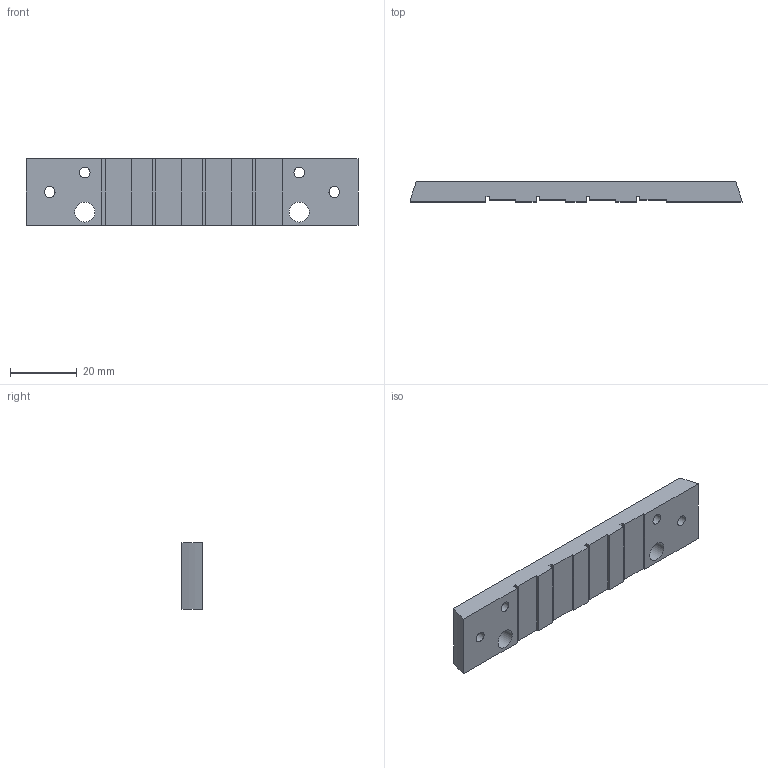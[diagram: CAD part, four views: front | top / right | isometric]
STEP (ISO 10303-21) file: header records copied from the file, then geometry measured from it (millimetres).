
FILE_DESCRIPTION(/* description */ (''),/* implementation_level */ '2;1');
FILE_NAME(/* name */ '',/* time_stamp */ '2025-08-18T17:47:43+09:00',/* author */ (''),/* organization */ (''),/* preprocessor_version */ 'ST-DEVELOPER v20.1',/* originating_system */ 'Autodesk Translation Framework v14.10.0.0',/* authorisation */ '');
FILE_SCHEMA (('AUTOMOTIVE_DESIGN { 1 0 10303 214 3 1 1 }'));
Length unit declared in the file: millimetre
Products named in the file (1): 基盤ホルダ蓋1
Bounding box: 99.14 x 6 x 20 mm (x, y, z)
Volume: 10655.8 mm3; surface area: 5807.6 mm2
Topology: 1 solids, 1 shells, 36 faces, 102 edges, 68 vertices
Faces by surface type: plane 28, cylinder 8
Full cylindrical faces by diameter (mm): 3.2 x4, 6 x2
Entity records: 1226 total; most frequent: CARTESIAN_POINT 207, ORIENTED_EDGE 204, DIRECTION 192, EDGE_CURVE 102, LINE 86, VECTOR 86, VERTEX_POINT 68, AXIS2_PLACEMENT_3D 53
